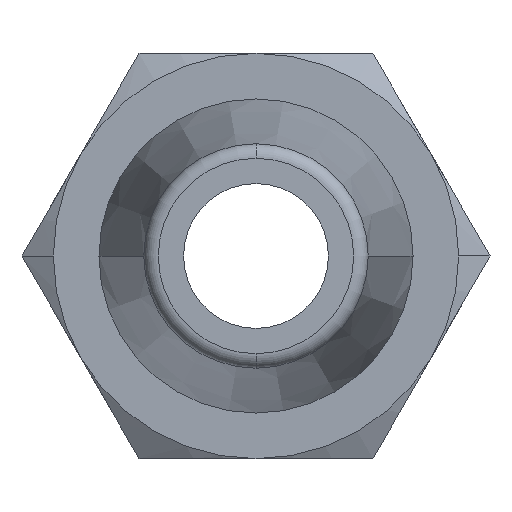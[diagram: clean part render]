
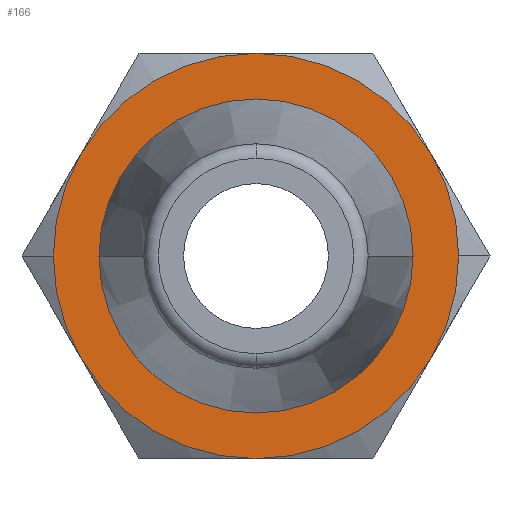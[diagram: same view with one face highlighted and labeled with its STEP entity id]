
A CAD part, front view. The second image highlights one B-rep face of the part: STEP entity #166.
In plain terms, the highlighted planar face has unit normal (0, -1, 0).
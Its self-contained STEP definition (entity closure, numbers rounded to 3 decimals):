
#166=ADVANCED_FACE('',(#337,#338),#339,.T.);
#337=FACE_OUTER_BOUND('',#508,.T.);
#338=FACE_BOUND('',#509,.T.);
#339=PLANE('',#510);
#508=EDGE_LOOP('',(#897,#898,#899,#900,#901,#902,#903,#904));
#509=EDGE_LOOP('',(#905,#906));
#510=AXIS2_PLACEMENT_3D('',#907,#908,#909);
#897=ORIENTED_EDGE('',*,*,#1115,.F.);
#898=ORIENTED_EDGE('',*,*,#1108,.F.);
#899=ORIENTED_EDGE('',*,*,#1017,.F.);
#900=ORIENTED_EDGE('',*,*,#981,.F.);
#901=ORIENTED_EDGE('',*,*,#1053,.F.);
#902=ORIENTED_EDGE('',*,*,#1116,.F.);
#903=ORIENTED_EDGE('',*,*,#995,.F.);
#904=ORIENTED_EDGE('',*,*,#1011,.F.);
#905=ORIENTED_EDGE('',*,*,#1015,.F.);
#906=ORIENTED_EDGE('',*,*,#989,.F.);
#907=CARTESIAN_POINT('',(3.5,24.5,0.0));
#908=DIRECTION('',(-0.0,-1.0,-0.0));
#909=DIRECTION('',(-1.0,0.0,0.0));
#981=EDGE_CURVE('',#1157,#1144,#1159,.T.);
#989=EDGE_CURVE('',#1171,#1173,#1174,.T.);
#995=EDGE_CURVE('',#1182,#1179,#1184,.T.);
#1011=EDGE_CURVE('',#1205,#1182,#1208,.T.);
#1015=EDGE_CURVE('',#1173,#1171,#1212,.T.);
#1017=EDGE_CURVE('',#1144,#1214,#1215,.T.);
#1053=EDGE_CURVE('',#1268,#1157,#1270,.T.);
#1108=EDGE_CURVE('',#1214,#1240,#1338,.T.);
#1115=EDGE_CURVE('',#1240,#1205,#1345,.T.);
#1116=EDGE_CURVE('',#1179,#1268,#1346,.T.);
#1144=VERTEX_POINT('',#1378);
#1157=VERTEX_POINT('',#1437);
#1159=CIRCLE('',#1440,7.0);
#1171=VERTEX_POINT('',#1454);
#1173=VERTEX_POINT('',#1457);
#1174=CIRCLE('',#1458,5.425);
#1179=VERTEX_POINT('',#1464);
#1182=VERTEX_POINT('',#1478);
#1184=CIRCLE('',#1491,7.0);
#1205=VERTEX_POINT('',#1526);
#1208=CIRCLE('',#1530,7.0);
#1212=CIRCLE('',#1545,5.425);
#1214=VERTEX_POINT('',#1547);
#1215=CIRCLE('',#1548,7.0);
#1240=VERTEX_POINT('',#1610);
#1268=VERTEX_POINT('',#1719);
#1270=CIRCLE('',#1732,7.0);
#1338=CIRCLE('',#1849,7.0);
#1345=CIRCLE('',#1867,7.0);
#1346=CIRCLE('',#1868,7.0);
#1378=CARTESIAN_POINT('',(-6.062,24.5,3.5));
#1437=CARTESIAN_POINT('',(-7.0,24.5,0.));
#1440=AXIS2_PLACEMENT_3D('',#1898,#1899,#1900);
#1454=CARTESIAN_POINT('',(5.425,24.5,0.));
#1457=CARTESIAN_POINT('',(-5.425,24.5,0.));
#1458=AXIS2_PLACEMENT_3D('',#1910,#1911,#1912);
#1464=CARTESIAN_POINT('',(0.0,24.5,-7.0));
#1478=CARTESIAN_POINT('',(6.062,24.5,-3.5));
#1491=AXIS2_PLACEMENT_3D('',#1917,#1918,#1919);
#1526=CARTESIAN_POINT('',(7.0,24.5,0.));
#1530=AXIS2_PLACEMENT_3D('',#1942,#1943,#1944);
#1545=AXIS2_PLACEMENT_3D('',#1948,#1949,#1950);
#1547=CARTESIAN_POINT('',(0.,24.5,7.0));
#1548=AXIS2_PLACEMENT_3D('',#1951,#1952,#1953);
#1610=CARTESIAN_POINT('',(6.062,24.5,3.5));
#1719=CARTESIAN_POINT('',(-6.062,24.5,-3.5));
#1732=AXIS2_PLACEMENT_3D('',#1983,#1984,#1985);
#1849=AXIS2_PLACEMENT_3D('',#2066,#2067,#2068);
#1867=AXIS2_PLACEMENT_3D('',#2072,#2073,#2074);
#1868=AXIS2_PLACEMENT_3D('',#2075,#2076,#2077);
#1898=CARTESIAN_POINT('',(0.0,24.5,0.0));
#1899=DIRECTION('',(-0.0,1.0,0.0));
#1900=DIRECTION('',(1.0,0.0,0.0));
#1910=CARTESIAN_POINT('',(0.0,24.5,0.0));
#1911=DIRECTION('',(0.0,-1.0,0.0));
#1912=DIRECTION('',(1.0,0.0,0.0));
#1917=CARTESIAN_POINT('',(0.0,24.5,0.0));
#1918=DIRECTION('',(-0.0,1.0,0.0));
#1919=DIRECTION('',(1.0,0.0,0.0));
#1942=CARTESIAN_POINT('',(0.0,24.5,0.0));
#1943=DIRECTION('',(-0.0,1.0,0.0));
#1944=DIRECTION('',(1.0,0.0,0.0));
#1948=CARTESIAN_POINT('',(0.0,24.5,0.0));
#1949=DIRECTION('',(0.0,-1.0,0.0));
#1950=DIRECTION('',(1.0,0.0,0.0));
#1951=CARTESIAN_POINT('',(0.0,24.5,0.0));
#1952=DIRECTION('',(-0.0,1.0,0.0));
#1953=DIRECTION('',(1.0,0.0,0.0));
#1983=CARTESIAN_POINT('',(0.0,24.5,0.0));
#1984=DIRECTION('',(-0.0,1.0,0.0));
#1985=DIRECTION('',(1.0,0.0,0.0));
#2066=CARTESIAN_POINT('',(0.0,24.5,0.0));
#2067=DIRECTION('',(-0.0,1.0,0.0));
#2068=DIRECTION('',(1.0,0.0,0.0));
#2072=CARTESIAN_POINT('',(0.0,24.5,0.0));
#2073=DIRECTION('',(-0.0,1.0,0.0));
#2074=DIRECTION('',(1.0,0.0,0.0));
#2075=CARTESIAN_POINT('',(0.0,24.5,0.0));
#2076=DIRECTION('',(-0.0,1.0,0.0));
#2077=DIRECTION('',(1.0,0.0,0.0));
